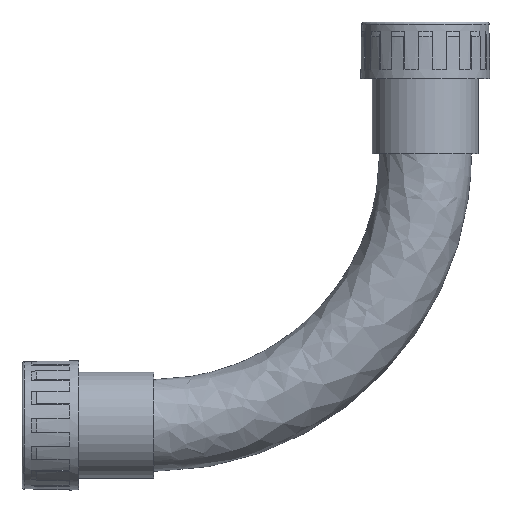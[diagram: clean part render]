
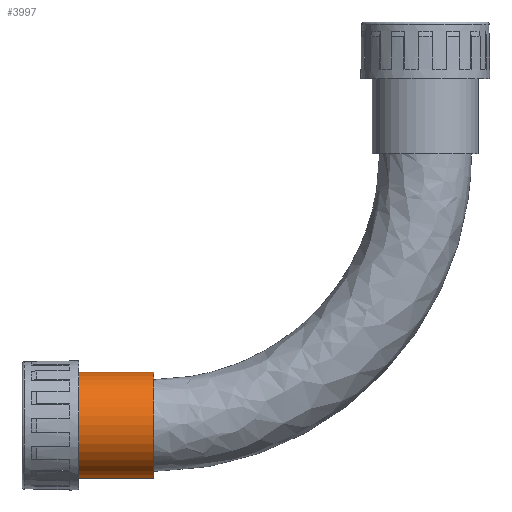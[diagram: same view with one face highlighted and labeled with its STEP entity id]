
A CAD part, front view. The second image highlights one B-rep face of the part: STEP entity #3997.
In plain terms, the highlighted cylindrical face has radius 11.25 mm (diameter 22.5 mm), a full revolution.
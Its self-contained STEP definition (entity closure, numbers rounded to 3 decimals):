
#47 = CARTESIAN_POINT ( 'NONE',  ( -16., 0., -57.6 ) ) ;
#250 = CARTESIAN_POINT ( 'NONE',  ( -23., 0., -57.6 ) ) ;
#254 = VERTEX_POINT ( 'NONE', #3609 ) ;
#331 = DIRECTION ( 'NONE',  ( 0., 0., -1. ) ) ;
#422 = DIRECTION ( 'NONE',  ( 0., 0., 1. ) ) ;
#457 = EDGE_CURVE ( 'NONE', #254, #254, #3184, .T. ) ;
#867 = EDGE_CURVE ( 'NONE', #2947, #2947, #1418, .T. ) ;
#1001 = ORIENTED_EDGE ( 'NONE', *, *, #457, .F. ) ;
#1051 = FACE_OUTER_BOUND ( 'NONE', #2133, .T. ) ;
#1418 = CIRCLE ( 'NONE', #1558, 11.25 ) ;
#1558 = AXIS2_PLACEMENT_3D ( 'NONE', #47, #2611, #422 ) ;
#2133 = EDGE_LOOP ( 'NONE', ( #4601 ) ) ;
#2242 = AXIS2_PLACEMENT_3D ( 'NONE', #4660, #2516, #331 ) ;
#2516 = DIRECTION ( 'NONE',  ( 1., 0., 0. ) ) ;
#2546 = CARTESIAN_POINT ( 'NONE',  ( -16., 0., -46.35 ) ) ;
#2611 = DIRECTION ( 'NONE',  ( 1., 0., 0. ) ) ;
#2810 = DIRECTION ( 'NONE',  ( 1., 0., 0. ) ) ;
#2861 = EDGE_LOOP ( 'NONE', ( #1001 ) ) ;
#2947 = VERTEX_POINT ( 'NONE', #2546 ) ;
#3184 = CIRCLE ( 'NONE', #2242, 11.25 ) ;
#3609 = CARTESIAN_POINT ( 'NONE',  ( 0., 0., -68.85 ) ) ;
#3839 = FACE_OUTER_BOUND ( 'NONE', #2861, .T. ) ;
#3891 = DIRECTION ( 'NONE',  ( 0., 0., -1. ) ) ;
#3980 = AXIS2_PLACEMENT_3D ( 'NONE', #250, #2810, #3891 ) ;
#3997 = ADVANCED_FACE ( 'NONE', ( #3839, #1051 ), #4682, .T. ) ;
#4601 = ORIENTED_EDGE ( 'NONE', *, *, #867, .T. ) ;
#4660 = CARTESIAN_POINT ( 'NONE',  ( 0., 0., -57.6 ) ) ;
#4682 = CYLINDRICAL_SURFACE ( 'NONE', #3980, 11.25 ) ;
